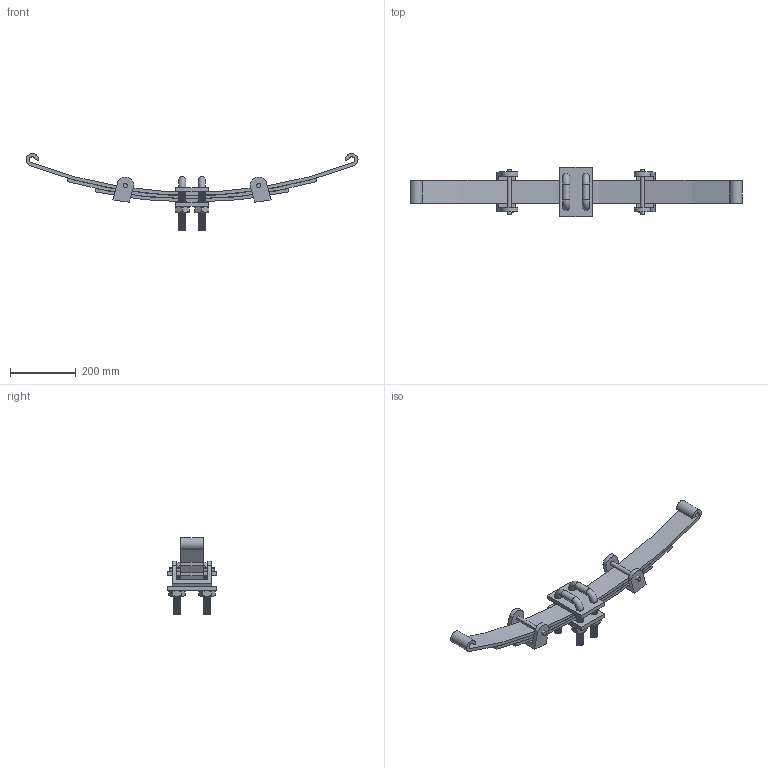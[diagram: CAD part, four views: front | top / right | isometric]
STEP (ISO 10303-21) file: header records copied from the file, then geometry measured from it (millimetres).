
FILE_DESCRIPTION(('CATIA V5 STEP Exchange'),'2;1');
FILE_NAME('Tata Sumo Leaf Spring Product1.stp','2022-06-04T09:52:14+00:00',('none'),('none'),'CATIA Version 5 Release 20 GA (IN-10)','CATIA V5 STEP AP203','none');
FILE_SCHEMA(('CONFIG_CONTROL_DESIGN'));
Length unit declared in the file: millimetre
Products named in the file (1): Product1
Assembly tree (13 placements, depth 2):
  Product1
    #58
    #360
    #535
    #710  x2
    #1160  x2
    #9894  x4
    #10583
    #11267
Bounding box: 1013 x 150 x 234.56 mm (x, y, z)
Volume: 2827717.8 mm3; surface area: 661155.7 mm2
Topology: 15 solids, 15 shells, 930 faces, 1916 edges, 1272 vertices
Faces by surface type: cylinder 574, plane 332, cone 16, torus 8
Entity records: 11403 total; most frequent: CARTESIAN_POINT 2103, ORIENTED_EDGE 1964, DIRECTION 1408, EDGE_CURVE 982, AXIS2_PLACEMENT_3D 825, VERTEX_POINT 652, EDGE_LOOP 620, CIRCLE 604
